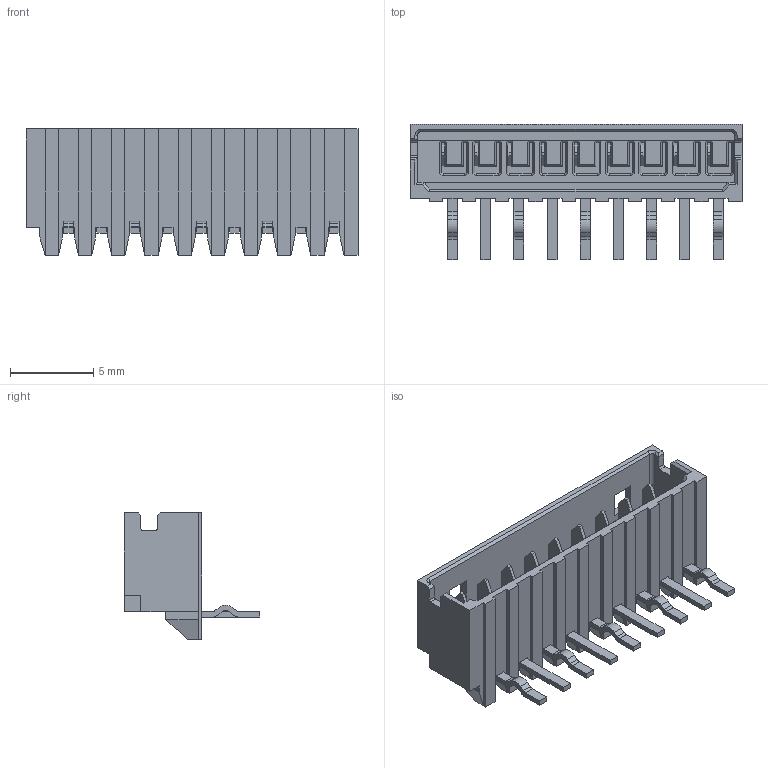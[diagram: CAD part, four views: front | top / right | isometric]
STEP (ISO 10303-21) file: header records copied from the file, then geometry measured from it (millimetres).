
FILE_DESCRIPTION((''),'2;1');
FILE_NAME('530150910','2016-09-27T',('rlalsangi'),(''),'PRO/ENGINEER BY PARAMETRIC TECHNOLOGY CORPORATION, 2012310','PRO/ENGINEER BY PARAMETRIC TECHNOLOGY CORPORATION, 2012310','');
FILE_SCHEMA(('CONFIG_CONTROL_DESIGN'));
Length unit declared in the file: millimetre
Products named in the file (1): 530150910
Bounding box: 20 x 8.15 x 7.6 mm (x, y, z)
Volume: 289.5 mm3; surface area: 976.3 mm2
Topology: 10 solids, 10 shells, 552 faces, 1425 edges, 893 vertices
Faces by surface type: plane 509, cylinder 41, cone 2
Entity records: 16295 total; most frequent: CARTESIAN_POINT 2846, ORIENTED_EDGE 2800, DIRECTION 2633, EDGE_CURVE 1400, VECTOR 1323, LINE 1323, VERTEX_POINT 868, AXIS2_PLACEMENT_3D 655
